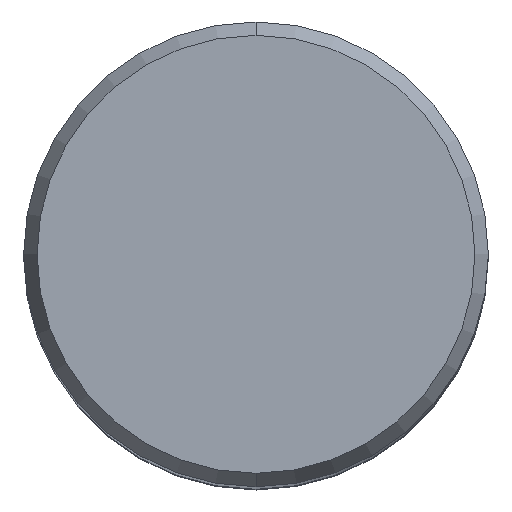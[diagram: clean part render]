
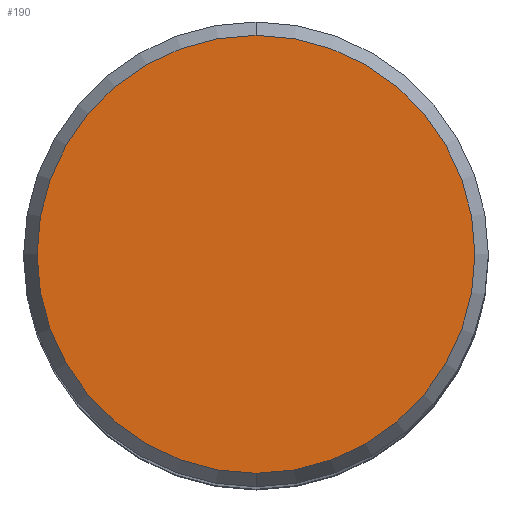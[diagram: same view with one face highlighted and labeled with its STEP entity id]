
A CAD part, top view. The second image highlights one B-rep face of the part: STEP entity #190.
In plain terms, the highlighted planar face has unit normal (0, 0, 1).
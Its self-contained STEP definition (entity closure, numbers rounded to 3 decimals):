
#190=ADVANCED_FACE('',(#470),#471,.T.);
#194=VERTEX_POINT('',#475);
#248=EDGE_CURVE('',#262,#194,#533,.T.);
#262=VERTEX_POINT('',#547);
#296=EDGE_CURVE('',#194,#262,#586,.T.);
#470=FACE_OUTER_BOUND('',#771,.T.);
#471=PLANE('',#772);
#475=CARTESIAN_POINT('',(0.0,14.958,0.0));
#533=CIRCLE('',#850,14.958);
#547=CARTESIAN_POINT('',(0.,-14.958,0.0));
#586=CIRCLE('',#916,14.958);
#771=EDGE_LOOP('',(#1158,#1159));
#772=AXIS2_PLACEMENT_3D('',#1160,#1161,#1162);
#850=AXIS2_PLACEMENT_3D('',#1229,#1230,#1231);
#916=AXIS2_PLACEMENT_3D('',#1296,#1297,#1298);
#1158=ORIENTED_EDGE('',*,*,#296,.F.);
#1159=ORIENTED_EDGE('',*,*,#248,.F.);
#1160=CARTESIAN_POINT('',(0.0,7.479,0.0));
#1161=DIRECTION('',(-0.0,0.0,1.0));
#1162=DIRECTION('',(0.0,-1.0,0.0));
#1229=CARTESIAN_POINT('',(0.0,0.0,0.0));
#1230=DIRECTION('',(0.0,0.0,-1.0));
#1231=DIRECTION('',(0.0,1.0,0.0));
#1296=CARTESIAN_POINT('',(0.0,0.0,0.0));
#1297=DIRECTION('',(0.0,0.0,-1.0));
#1298=DIRECTION('',(0.0,1.0,0.0));
